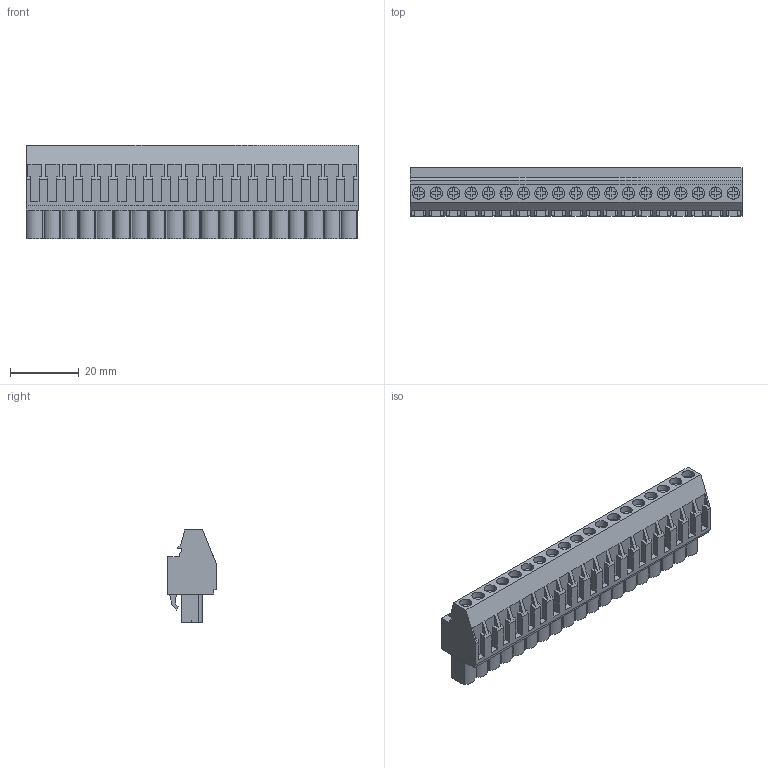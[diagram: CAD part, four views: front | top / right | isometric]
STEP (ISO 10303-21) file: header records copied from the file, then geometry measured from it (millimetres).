
FILE_DESCRIPTION(('CATIA V5 STEP','CAx-IF Rec.Pracs.--- Model Styling and Organization---1.2---2011-12-15'),'2;1');
FILE_NAME ('D1467930_0_1948410000_1948410000.stp','2017-09-08T11:03:12+00:00',('none'),('Weidmueller'),'CATIA Version 5-6 Release 2014','CATIA V5 STEP AP214','none');
FILE_SCHEMA(('AUTOMOTIVE_DESIGN { 1 0 10303 214 1 1 1 1 }'));
Length unit declared in the file: millimetre
Products named in the file (1): 1948410000
Bounding box: 96.52 x 14.1 x 27.2 mm (x, y, z)
Volume: 21967.9 mm3; surface area: 12582.2 mm2
Topology: 20 solids, 20 shells, 1231 faces, 3410 edges, 2298 vertices
Faces by surface type: plane 1060, cylinder 169, extrusion 2
Entity records: 35898 total; most frequent: ORIENTED_EDGE 6820, CARTESIAN_POINT 6409, DIRECTION 4804, EDGE_CURVE 3410, VECTOR 2994, LINE 2992, VERTEX_POINT 2298, EDGE_LOOP 1310
